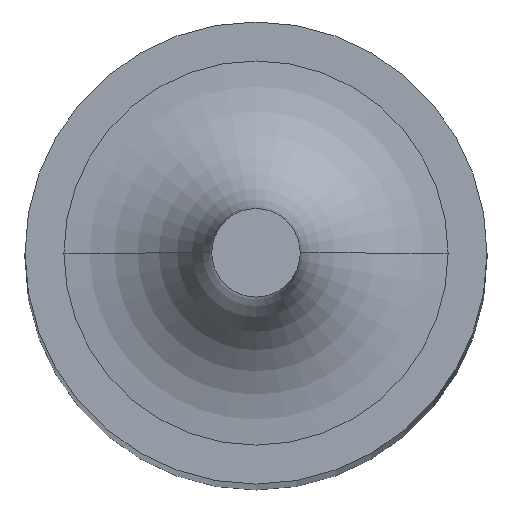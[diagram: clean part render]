
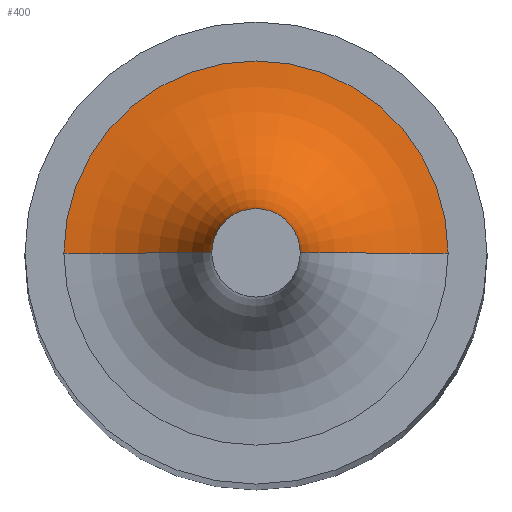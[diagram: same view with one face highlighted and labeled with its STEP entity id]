
A CAD part, top view. The second image highlights one B-rep face of the part: STEP entity #400.
In plain terms, the highlighted toroidal (fillet/blend) face has major radius 3.3 mm and minor radius 2.54 mm.
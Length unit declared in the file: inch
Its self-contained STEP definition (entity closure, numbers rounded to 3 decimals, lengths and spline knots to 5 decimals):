
#8 = DIRECTION ( 'NONE',  ( 0., 0., -1. ) ) ;
#14 = CARTESIAN_POINT ( 'NONE',  ( 0.12991, 0., 2.395 ) ) ;
#30 = CIRCLE ( 'NONE', #256, 0.12991 ) ;
#36 = CIRCLE ( 'NONE', #335, 0.1 ) ;
#43 = TOROIDAL_SURFACE ( 'NONE', #266, 0.12991, 0.1 ) ;
#65 = CARTESIAN_POINT ( 'NONE',  ( 0.12991, 0., 2.495 ) ) ;
#78 = DIRECTION ( 'NONE',  ( -1., 0., 0. ) ) ;
#82 = CARTESIAN_POINT ( 'NONE',  ( -0.12991, 0., 2.495 ) ) ;
#85 = DIRECTION ( 'NONE',  ( 0., 1., 0. ) ) ;
#88 = DIRECTION ( 'NONE',  ( 0., 0., 1. ) ) ;
#91 = VERTEX_POINT ( 'NONE', #14 ) ;
#105 = DIRECTION ( 'NONE',  ( -1., 0., 0. ) ) ;
#169 = CIRCLE ( 'NONE', #407, 0.1 ) ;
#176 = VERTEX_POINT ( 'NONE', #204 ) ;
#181 = VERTEX_POINT ( 'NONE', #260 ) ;
#193 = EDGE_CURVE ( 'NONE', #176, #275, #169, .T. ) ;
#198 = FACE_OUTER_BOUND ( 'NONE', #281, .T. ) ;
#204 = CARTESIAN_POINT ( 'NONE',  ( -0.02991, 0., 2.495 ) ) ;
#222 = DIRECTION ( 'NONE',  ( 0., -1., 0. ) ) ;
#229 = DIRECTION ( 'NONE',  ( 0., 0., 1. ) ) ;
#231 = CARTESIAN_POINT ( 'NONE',  ( 0., 0., 2.495 ) ) ;
#243 = ORIENTED_EDGE ( 'NONE', *, *, #193, .F. ) ;
#256 = AXIS2_PLACEMENT_3D ( 'NONE', #362, #8, #105 ) ;
#260 = CARTESIAN_POINT ( 'NONE',  ( 0.02991, 0., 2.495 ) ) ;
#266 = AXIS2_PLACEMENT_3D ( 'NONE', #231, #229, #329 ) ;
#273 = ORIENTED_EDGE ( 'NONE', *, *, #373, .F. ) ;
#274 = CARTESIAN_POINT ( 'NONE',  ( -0.12991, 0., 2.395 ) ) ;
#275 = VERTEX_POINT ( 'NONE', #274 ) ;
#280 = AXIS2_PLACEMENT_3D ( 'NONE', #353, #291, #78 ) ;
#281 = EDGE_LOOP ( 'NONE', ( #314, #356, #273, #243 ) ) ;
#291 = DIRECTION ( 'NONE',  ( 0., 0., -1. ) ) ;
#314 = ORIENTED_EDGE ( 'NONE', *, *, #393, .T. ) ;
#329 = DIRECTION ( 'NONE',  ( -1., 0., 0. ) ) ;
#335 = AXIS2_PLACEMENT_3D ( 'NONE', #65, #222, #350 ) ;
#339 = CIRCLE ( 'NONE', #280, 0.02991 ) ;
#350 = DIRECTION ( 'NONE',  ( 1., 0., 0. ) ) ;
#353 = CARTESIAN_POINT ( 'NONE',  ( 0., 0., 2.495 ) ) ;
#356 = ORIENTED_EDGE ( 'NONE', *, *, #361, .T. ) ;
#361 = EDGE_CURVE ( 'NONE', #181, #91, #36, .T. ) ;
#362 = CARTESIAN_POINT ( 'NONE',  ( 0., 0., 2.395 ) ) ;
#373 = EDGE_CURVE ( 'NONE', #275, #91, #30, .T. ) ;
#393 = EDGE_CURVE ( 'NONE', #176, #181, #339, .T. ) ;
#400 = ADVANCED_FACE ( 'NONE', ( #198 ), #43, .F. ) ;
#407 = AXIS2_PLACEMENT_3D ( 'NONE', #82, #85, #88 ) ;
